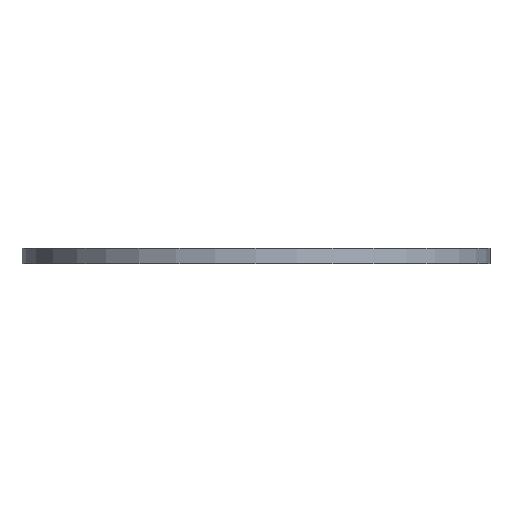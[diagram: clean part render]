
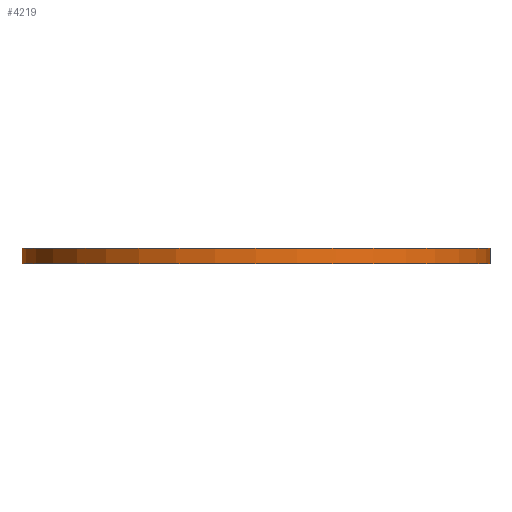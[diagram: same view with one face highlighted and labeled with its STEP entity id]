
A CAD part, front view. The second image highlights one B-rep face of the part: STEP entity #4219.
In plain terms, the highlighted cylindrical face has radius 29.7 mm (diameter 59.4 mm), a partial arc.
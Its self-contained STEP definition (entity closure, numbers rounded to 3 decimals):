
#2780=CARTESIAN_POINT('',(0.,0.,0.));
#2781=DIRECTION('',(0.,0.,1.));
#2782=DIRECTION('',(-1.,0.,0.));
#2783=AXIS2_PLACEMENT_3D('',#2780,#2781,#2782);
#2804=DIRECTION('',(0.,0.,1.));
#2805=VECTOR('',#2804,2.);
#2806=CARTESIAN_POINT('',(29.7,0.,0.));
#2807=LINE('',#2806,#2805);
#2811=DIRECTION('',(0.,0.,1.));
#2812=VECTOR('',#2811,2.);
#2813=CARTESIAN_POINT('',(-29.7,0.,0.));
#2814=LINE('',#2813,#2812);
#2826=CARTESIAN_POINT('',(0.,0.,2.));
#2827=DIRECTION('',(0.,0.,-1.));
#2828=DIRECTION('',(1.,0.,0.));
#2829=AXIS2_PLACEMENT_3D('',#2826,#2827,#2828);
#3962=CARTESIAN_POINT('',(29.7,0.,0.));
#3963=CARTESIAN_POINT('',(-29.7,0.,0.));
#3964=VERTEX_POINT('',#3962);
#3965=VERTEX_POINT('',#3963);
#3970=CARTESIAN_POINT('',(29.7,0.,2.));
#3971=VERTEX_POINT('',#3970);
#3972=CARTESIAN_POINT('',(-29.7,0.,2.));
#3973=VERTEX_POINT('',#3972);
#4207=CARTESIAN_POINT('',(0.,0.,0.));
#4208=DIRECTION('',(0.,0.,1.));
#4209=DIRECTION('',(1.,0.,0.));
#4210=AXIS2_PLACEMENT_3D('',#4207,#4208,#4209);
#4211=CYLINDRICAL_SURFACE('',#4210,29.7);
#4212=ORIENTED_EDGE('',*,*,#4167,.F.);
#4213=ORIENTED_EDGE('',*,*,#4195,.T.);
#4215=ORIENTED_EDGE('',*,*,#4214,.F.);
#4216=ORIENTED_EDGE('',*,*,#4191,.F.);
#4217=EDGE_LOOP('',(#4212,#4213,#4215,#4216));
#4218=FACE_OUTER_BOUND('',#4217,.F.);
#2784=CIRCLE('',#2783,29.7);
#2830=CIRCLE('',#2829,29.7);
#4167=EDGE_CURVE('',#3965,#3964,#2784,.T.);
#4191=EDGE_CURVE('',#3964,#3971,#2807,.T.);
#4195=EDGE_CURVE('',#3965,#3973,#2814,.T.);
#4214=EDGE_CURVE('',#3971,#3973,#2830,.T.);
#4219=ADVANCED_FACE('',(#4218),#4211,.T.);
